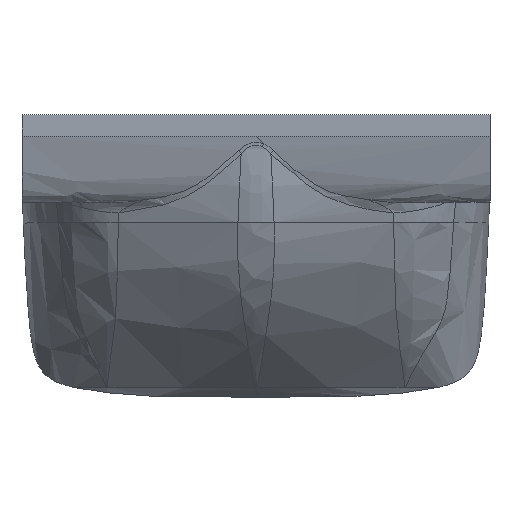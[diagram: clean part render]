
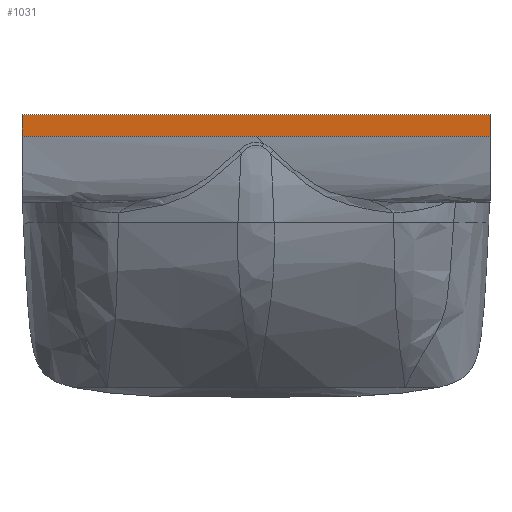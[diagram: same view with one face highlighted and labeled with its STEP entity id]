
A CAD part, top view. The second image highlights one B-rep face of the part: STEP entity #1031.
In plain terms, the highlighted free-form (B-spline) face has degree [5, 1] with [8, 2] control points.
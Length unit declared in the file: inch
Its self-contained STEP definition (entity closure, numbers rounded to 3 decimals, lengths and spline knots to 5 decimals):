
#19=LINE('',#6858,#23);
#21=LINE('',#6914,#25);
#23=VECTOR('',#1078,0.3937);
#25=VECTOR('',#1080,0.3937);
#46=(
BOUNDED_SURFACE()
B_SPLINE_SURFACE(5,1,((#7065,#7066),(#7067,#7068),(#7069,#7070),(#7071,
#7072),(#7073,#7074),(#7075,#7076),(#7077,#7078),(#7079,#7080)),
 .UNSPECIFIED.,.F.,.F.,.F.)
B_SPLINE_SURFACE_WITH_KNOTS((6,1,1,6),(2,2),(0.40704,0.5,0.6,
0.68577),(-84.76742,84.76742),.UNSPECIFIED.)
GEOMETRIC_REPRESENTATION_ITEM()
RATIONAL_B_SPLINE_SURFACE(((1.,1.),(1.,1.),(1.,1.),(1.,1.),(1.,1.),(1.,
1.),(1.,1.),(1.,1.)))
REPRESENTATION_ITEM('')
SURFACE()
);
#106=FACE_OUTER_BOUND('',#167,.T.);
#167=EDGE_LOOP('',(#912,#913,#914,#915,#916,#917));
#276=B_SPLINE_CURVE_WITH_KNOTS('',3,(#5657,#5658,#5659,#5660,#5661,#5662,
#5663),.UNSPECIFIED.,.F.,.F.,(4,3,4),(-5.1314,-2.047,
0.),.UNSPECIFIED.);
#280=B_SPLINE_CURVE_WITH_KNOTS('',3,(#5814,#5815,#5816,#5817),
 .UNSPECIFIED.,.F.,.F.,(4,4),(28.35806,84.76742),.UNSPECIFIED.);
#281=B_SPLINE_CURVE_WITH_KNOTS('',3,(#5818,#5819,#5820,#5821),
 .UNSPECIFIED.,.F.,.F.,(4,4),(0.,56.40936),.UNSPECIFIED.);
#286=B_SPLINE_CURVE_WITH_KNOTS('',3,(#6001,#6002,#6003,#6004,#6005,#6006,
#6007),.UNSPECIFIED.,.F.,.F.,(4,3,4),(-5.13218,-2.04731,
0.),.UNSPECIFIED.);
#395=VERTEX_POINT('',#5651);
#396=VERTEX_POINT('',#5656);
#398=VERTEX_POINT('',#5808);
#399=VERTEX_POINT('',#5813);
#403=VERTEX_POINT('',#5921);
#426=VERTEX_POINT('',#6850);
#540=EDGE_CURVE('',#396,#395,#276,.T.);
#544=EDGE_CURVE('',#398,#399,#280,.T.);
#545=EDGE_CURVE('',#399,#395,#281,.T.);
#551=EDGE_CURVE('',#398,#403,#286,.T.);
#587=EDGE_CURVE('',#426,#403,#19,.T.);
#590=EDGE_CURVE('',#426,#396,#21,.T.);
#912=ORIENTED_EDGE('',*,*,#540,.T.);
#913=ORIENTED_EDGE('',*,*,#545,.F.);
#914=ORIENTED_EDGE('',*,*,#544,.F.);
#915=ORIENTED_EDGE('',*,*,#551,.T.);
#916=ORIENTED_EDGE('',*,*,#587,.F.);
#917=ORIENTED_EDGE('',*,*,#590,.T.);
#1031=ADVANCED_FACE('',(#106),#46,.T.);
#1078=DIRECTION('',(-1.,0.,0.));
#1080=DIRECTION('',(1.,0.,0.));
#5651=CARTESIAN_POINT('',(22.20841,34.23319,31.84355));
#5656=CARTESIAN_POINT('',(22.20841,32.21766,31.69103));
#5657=CARTESIAN_POINT('Ctrl Pts',(22.20841,32.21766,31.69103));
#5658=CARTESIAN_POINT('Ctrl Pts',(22.20841,32.61042,31.72604));
#5659=CARTESIAN_POINT('Ctrl Pts',(22.20841,33.00974,31.75822));
#5660=CARTESIAN_POINT('Ctrl Pts',(22.20841,33.4158,31.78785));
#5661=CARTESIAN_POINT('Ctrl Pts',(22.20841,33.68528,31.80751));
#5662=CARTESIAN_POINT('Ctrl Pts',(22.20841,33.95774,31.82605));
#5663=CARTESIAN_POINT('Ctrl Pts',(22.20841,34.23319,31.84355));
#5808=CARTESIAN_POINT('',(-22.20841,34.23319,31.84355));
#5813=CARTESIAN_POINT('',(0.,34.23319,31.84355));
#5814=CARTESIAN_POINT('Ctrl Pts',(-22.20841,34.23319,31.84355));
#5815=CARTESIAN_POINT('Ctrl Pts',(-14.80561,34.23319,31.84355));
#5816=CARTESIAN_POINT('Ctrl Pts',(-7.4028,34.23319,31.84355));
#5817=CARTESIAN_POINT('Ctrl Pts',(0.,34.23319,31.84355));
#5818=CARTESIAN_POINT('Ctrl Pts',(0.,34.23319,31.84355));
#5819=CARTESIAN_POINT('Ctrl Pts',(7.4028,34.23319,31.84355));
#5820=CARTESIAN_POINT('Ctrl Pts',(14.80561,34.23319,31.84355));
#5821=CARTESIAN_POINT('Ctrl Pts',(22.20841,34.23319,31.84355));
#5921=CARTESIAN_POINT('',(-22.20841,32.21766,31.69103));
#6001=CARTESIAN_POINT('Ctrl Pts',(-22.20841,34.23319,31.84355));
#6002=CARTESIAN_POINT('Ctrl Pts',(-22.20841,33.81814,31.81719));
#6003=CARTESIAN_POINT('Ctrl Pts',(-22.20841,33.40991,31.78845));
#6004=CARTESIAN_POINT('Ctrl Pts',(-22.20841,33.00836,31.75708));
#6005=CARTESIAN_POINT('Ctrl Pts',(-22.20841,32.74187,31.73626));
#6006=CARTESIAN_POINT('Ctrl Pts',(-22.20841,32.47832,31.71427));
#6007=CARTESIAN_POINT('Ctrl Pts',(-22.20841,32.21766,31.69103));
#6850=CARTESIAN_POINT('',(0.,32.21766,31.69103));
#6858=CARTESIAN_POINT('',(0.,32.21766,31.69103));
#6914=CARTESIAN_POINT('',(0.,32.21766,31.69103));
#7065=CARTESIAN_POINT('Ctrl Pts',(-33.373,70.2,31.22426));
#7066=CARTESIAN_POINT('Ctrl Pts',(33.373,70.2,31.22426));
#7067=CARTESIAN_POINT('Ctrl Pts',(-33.373,67.60283,31.44833));
#7068=CARTESIAN_POINT('Ctrl Pts',(33.373,67.60283,31.44833));
#7069=CARTESIAN_POINT('Ctrl Pts',(-33.373,62.05501,31.83324));
#7070=CARTESIAN_POINT('Ctrl Pts',(33.373,62.05501,31.83324));
#7071=CARTESIAN_POINT('Ctrl Pts',(-33.373,53.66739,32.15521));
#7072=CARTESIAN_POINT('Ctrl Pts',(33.373,53.66739,32.15521));
#7073=CARTESIAN_POINT('Ctrl Pts',(-33.373,45.244,32.19409));
#7074=CARTESIAN_POINT('Ctrl Pts',(33.373,45.244,32.19409));
#7075=CARTESIAN_POINT('Ctrl Pts',(-33.373,38.15947,32.09124));
#7076=CARTESIAN_POINT('Ctrl Pts',(33.373,38.15947,32.09124));
#7077=CARTESIAN_POINT('Ctrl Pts',(-33.373,34.01603,31.85136));
#7078=CARTESIAN_POINT('Ctrl Pts',(33.373,34.01603,31.85136));
#7079=CARTESIAN_POINT('Ctrl Pts',(-33.373,32.21766,31.69103));
#7080=CARTESIAN_POINT('Ctrl Pts',(33.373,32.21766,31.69103));
